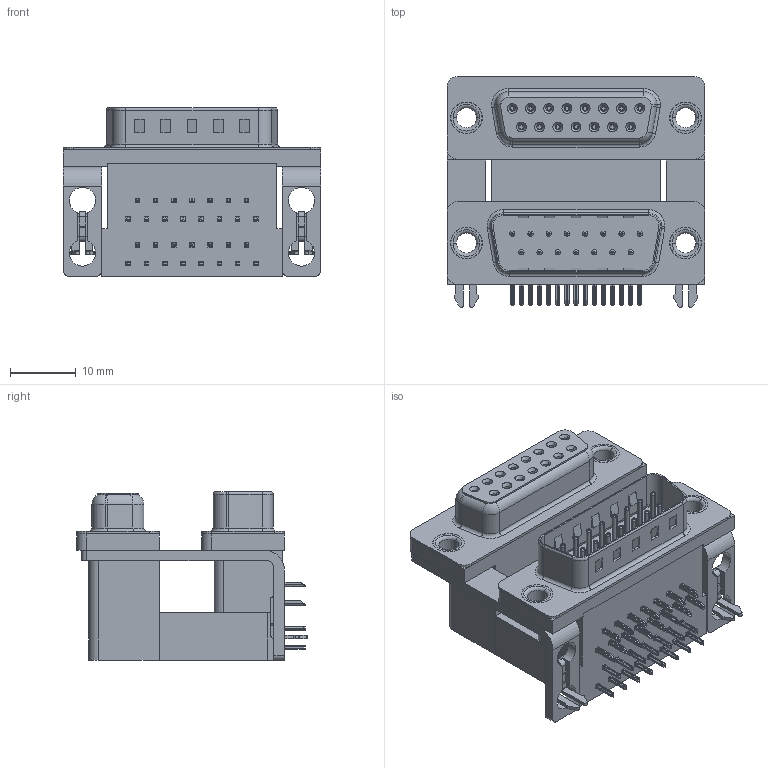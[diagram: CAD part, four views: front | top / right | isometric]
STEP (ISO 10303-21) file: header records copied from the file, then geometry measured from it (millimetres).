
FILE_DESCRIPTION (( 'STEP AP203' ), '1' );
FILE_NAME ('664-015-264-047.STEP', '2022-06-20T15:01:32', ( '' ), ( '' ), 'SwSTEP 2.0', 'SolidWorks 2020', '' );
FILE_SCHEMA (( 'CONFIG_CONTROL_DESIGN' ));
Length unit declared in the file: millimetre
Products named in the file (13): 664 Shell Plug_15 Contacts; 664 2 Prong Board Lock_4; 664 Contact Bottom Upper_M; 664 Contact Top Lower; 664 Housing Upper_15 Contacts M; 664 Thru Hole Rivet; 664 Housing Lower_15 Contacts; 664-015-264-047; 664 Contact Top Upper_M; 664 Mounting Bracket_2ProngM; 664 Shell Receptacle_15 Contacts; 664 Housing Spacer_15 Contacts M; 664 Contact Bottom Lower
Assembly tree (43 placements, depth 2):
  664-015-264-047
    664 Housing Lower_15 Contacts
    664 Housing Spacer_15 Contacts M
    664 Housing Upper_15 Contacts M
    664 Shell Plug_15 Contacts
    664 Shell Receptacle_15 Contacts
    664 Contact Bottom Lower  x7
    664 Contact Top Lower  x8
    664 Contact Bottom Upper_M  x7
    664 Contact Top Upper_M  x8
    664 Mounting Bracket_2ProngM  x2
    664 2 Prong Board Lock_4  x2
    664 Thru Hole Rivet  x4
Bounding box: 39.19 x 35.1 x 25.6 mm (x, y, z)
Volume: 15138.8 mm3; surface area: 16955.9 mm2
Topology: 43 solids, 43 shells, 3936 faces, 10121 edges, 6333 vertices
Faces by surface type: plane 2093, cylinder 1008, bspline 512, cone 180, torus 143
Entity records: 43393 total; most frequent: CARTESIAN_POINT 10272, ORIENTED_EDGE 6468, DIRECTION 6185, EDGE_CURVE 3234, LINE 2255, VECTOR 2255, VERTEX_POINT 2067, AXIS2_PLACEMENT_3D 1965
